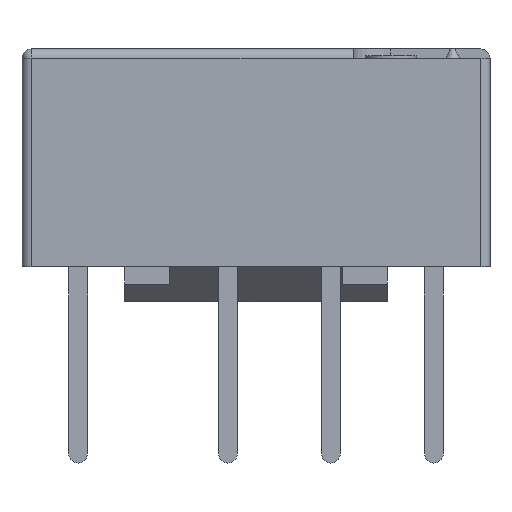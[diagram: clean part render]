
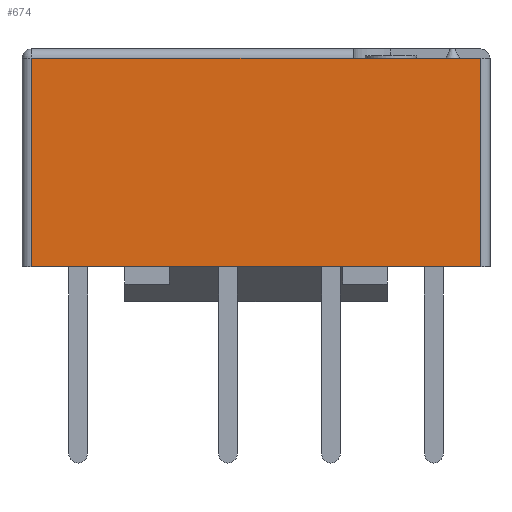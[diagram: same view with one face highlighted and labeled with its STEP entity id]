
A CAD part, front view. The second image highlights one B-rep face of the part: STEP entity #674.
In plain terms, the highlighted planar face has unit normal (0, -1, 0).
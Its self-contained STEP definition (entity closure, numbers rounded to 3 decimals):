
#674=ADVANCED_FACE('',(#13867),#13869,.T.);
#13867=FACE_BOUND('',#13868,.T.);
#13868=EDGE_LOOP('',(#24204,#24205,#24206,#24207,#24208));
#13869=PLANE('',#13870);
#13870=AXIS2_PLACEMENT_3D('',#13871,#13872,#13873);
#13871=CARTESIAN_POINT('',(-5.,-3.,1.));
#13872=DIRECTION('',(0.,-1.,0.));
#13873=DIRECTION('',(1.,0.,0.));
#24204=ORIENTED_EDGE('',*,*,#32461,.T.);
#24205=ORIENTED_EDGE('',*,*,#32462,.F.);
#24206=ORIENTED_EDGE('',*,*,#32463,.F.);
#24207=ORIENTED_EDGE('',*,*,#32420,.T.);
#24208=ORIENTED_EDGE('',*,*,#32460,.T.);
#32420=EDGE_CURVE('',#36731,#36729,#36732,.T.);
#32460=EDGE_CURVE('',#36729,#36790,#36792,.T.);
#32461=EDGE_CURVE('',#36790,#36793,#36794,.T.);
#32462=EDGE_CURVE('',#36795,#36793,#36796,.T.);
#32463=EDGE_CURVE('',#36731,#36795,#36797,.T.);
#36729=VERTEX_POINT('',#44078);
#36731=VERTEX_POINT('',#44083);
#36732=LINE('',#44084,#44085);
#36790=VERTEX_POINT('',#44227);
#36792=LINE('',#44232,#44233);
#36793=VERTEX_POINT('',#44235);
#36794=LINE('',#44236,#44237);
#36795=VERTEX_POINT('',#44239);
#36796=LINE('',#44240,#44241);
#36797=LINE('',#44243,#44244);
#44078=CARTESIAN_POINT('',(4.8,-3.,1.));
#44083=CARTESIAN_POINT('',(-4.8,-3.,1.));
#44084=CARTESIAN_POINT('',(-4.8,-3.,1.));
#44085=VECTOR('',#44086,1.);
#44086=DIRECTION('',(1.,0.,0.));
#44227=CARTESIAN_POINT('',(4.8,-3.,5.45));
#44232=CARTESIAN_POINT('',(4.8,-3.,1.));
#44233=VECTOR('',#44234,1.);
#44234=DIRECTION('',(0.,0.,1.));
#44235=CARTESIAN_POINT('',(2.08,-3.,5.45));
#44236=CARTESIAN_POINT('',(4.8,-3.,5.45));
#44237=VECTOR('',#44238,1.);
#44238=DIRECTION('',(-1.,0.,0.));
#44239=CARTESIAN_POINT('',(-4.8,-3.,5.45));
#44240=CARTESIAN_POINT('',(-4.8,-3.,5.45));
#44241=VECTOR('',#44242,1.);
#44242=DIRECTION('',(1.,0.,0.));
#44243=CARTESIAN_POINT('',(-4.8,-3.,1.));
#44244=VECTOR('',#44245,1.);
#44245=DIRECTION('',(0.,0.,1.));
